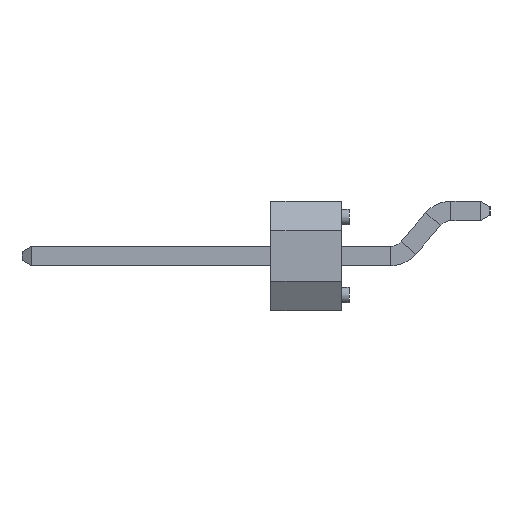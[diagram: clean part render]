
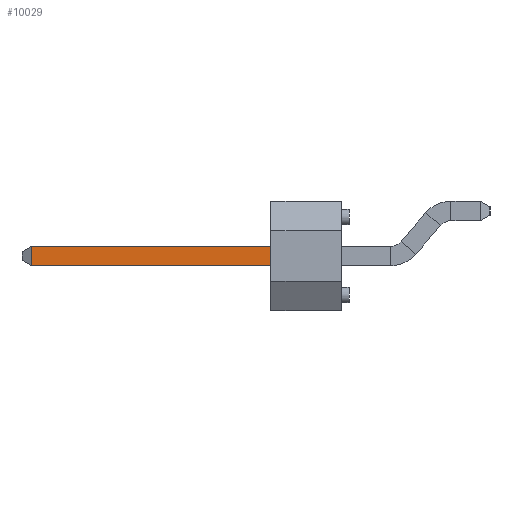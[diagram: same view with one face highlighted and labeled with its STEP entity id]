
A CAD part, left-side view. The second image highlights one B-rep face of the part: STEP entity #10029.
In plain terms, the highlighted planar face has unit normal (-1, 0, 0).
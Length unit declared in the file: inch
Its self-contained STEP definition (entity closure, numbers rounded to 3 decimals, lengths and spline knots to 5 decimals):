
#248 = EDGE_CURVE ( 'NONE', #5240, #2780, #14516, .T. ) ;
#761 = ORIENTED_EDGE ( 'NONE', *, *, #248, .T. ) ;
#1101 = CARTESIAN_POINT ( 'NONE',  ( -1.7625, 0.30611, 0.0125 ) ) ;
#1487 = LINE ( 'NONE', #15246, #1875 ) ;
#1605 = DIRECTION ( 'NONE',  ( 0., 0., 1. ) ) ;
#1875 = VECTOR ( 'NONE', #6476, 39.37008 ) ;
#2436 = EDGE_LOOP ( 'NONE', ( #13853, #761, #13706, #9869 ) ) ;
#2780 = VERTEX_POINT ( 'NONE', #5760 ) ;
#4505 = DIRECTION ( 'NONE',  ( 0., 0., 1. ) ) ;
#4539 = DIRECTION ( 'NONE',  ( 0., 0., -1. ) ) ;
#5109 = CARTESIAN_POINT ( 'NONE',  ( -1.7625, 0., -0.0125 ) ) ;
#5240 = VERTEX_POINT ( 'NONE', #1101 ) ;
#5483 = CARTESIAN_POINT ( 'NONE',  ( -1.7625, -0.153, -0.0125 ) ) ;
#5683 = EDGE_CURVE ( 'NONE', #9922, #5240, #1487, .T. ) ;
#5760 = CARTESIAN_POINT ( 'NONE',  ( -1.7625, 0.30611, -0.0125 ) ) ;
#6353 = VECTOR ( 'NONE', #12979, 39.37008 ) ;
#6363 = CARTESIAN_POINT ( 'NONE',  ( -1.7625, 0., 0.0125 ) ) ;
#6476 = DIRECTION ( 'NONE',  ( 0., 1., 0. ) ) ;
#7845 = CARTESIAN_POINT ( 'NONE',  ( -1.7625, -0.153, -0.0125 ) ) ;
#8264 = CARTESIAN_POINT ( 'NONE',  ( -1.7625, 0., -0.0125 ) ) ;
#9103 = DIRECTION ( 'NONE',  ( -1., 0., 0. ) ) ;
#9312 = LINE ( 'NONE', #8264, #12231 ) ;
#9539 = CARTESIAN_POINT ( 'NONE',  ( -1.7625, 0.30611, -0.0125 ) ) ;
#9869 = ORIENTED_EDGE ( 'NONE', *, *, #12176, .T. ) ;
#9922 = VERTEX_POINT ( 'NONE', #6363 ) ;
#10029 = ADVANCED_FACE ( 'NONE', ( #11893 ), #15361, .T. ) ;
#11893 = FACE_OUTER_BOUND ( 'NONE', #2436, .T. ) ;
#12176 = EDGE_CURVE ( 'NONE', #13788, #9922, #9312, .T. ) ;
#12219 = LINE ( 'NONE', #5483, #6353 ) ;
#12231 = VECTOR ( 'NONE', #4505, 39.37008 ) ;
#12674 = EDGE_CURVE ( 'NONE', #13788, #2780, #12219, .T. ) ;
#12979 = DIRECTION ( 'NONE',  ( 0., 1., 0. ) ) ;
#13317 = VECTOR ( 'NONE', #4539, 39.37008 ) ;
#13706 = ORIENTED_EDGE ( 'NONE', *, *, #12674, .F. ) ;
#13788 = VERTEX_POINT ( 'NONE', #5109 ) ;
#13853 = ORIENTED_EDGE ( 'NONE', *, *, #5683, .T. ) ;
#14108 = AXIS2_PLACEMENT_3D ( 'NONE', #7845, #9103, #1605 ) ;
#14516 = LINE ( 'NONE', #9539, #13317 ) ;
#15246 = CARTESIAN_POINT ( 'NONE',  ( -1.7625, -0.153, 0.0125 ) ) ;
#15361 = PLANE ( 'NONE',  #14108 ) ;
